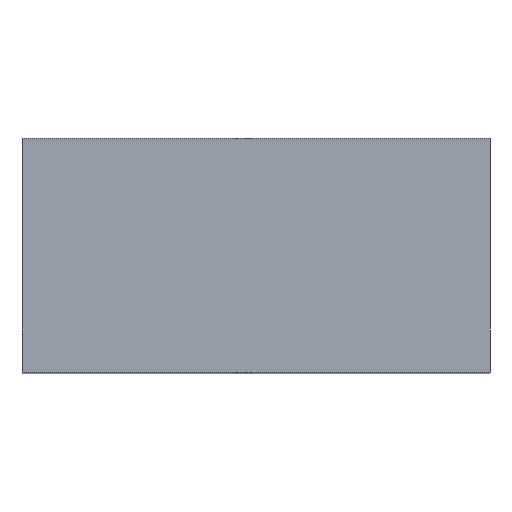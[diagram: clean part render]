
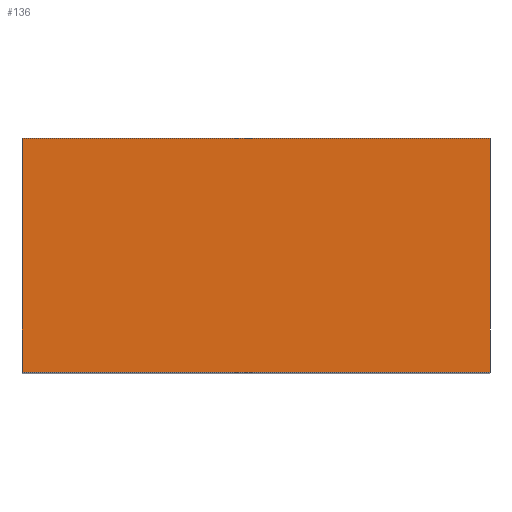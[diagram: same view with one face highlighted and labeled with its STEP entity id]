
A CAD part, top view. The second image highlights one B-rep face of the part: STEP entity #136.
In plain terms, the highlighted planar face has unit normal (0, 0, 1).
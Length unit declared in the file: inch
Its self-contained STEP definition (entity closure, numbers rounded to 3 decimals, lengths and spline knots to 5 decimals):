
#1 = AXIS2_PLACEMENT_3D ( 'NONE', #78, #77, #76 ) ;
#4 = FACE_OUTER_BOUND ( 'NONE', #175, .T. ) ;
#15 = ORIENTED_EDGE ( 'NONE', *, *, #127, .T. ) ;
#50 = CARTESIAN_POINT ( 'NONE',  ( 0., 0., 0. ) ) ;
#52 = CARTESIAN_POINT ( 'NONE',  ( 1., 0., 0. ) ) ;
#53 = CARTESIAN_POINT ( 'NONE',  ( 1., 0.5, 0. ) ) ;
#55 = CARTESIAN_POINT ( 'NONE',  ( 0., 0.5, 0. ) ) ;
#76 = DIRECTION ( 'NONE',  ( -1., 0., 0. ) ) ;
#77 = DIRECTION ( 'NONE',  ( 0., 0., -1. ) ) ;
#78 = CARTESIAN_POINT ( 'NONE',  ( 1., 0.5, 0. ) ) ;
#82 = DIRECTION ( 'NONE',  ( 0., -1., 0. ) ) ;
#83 = CARTESIAN_POINT ( 'NONE',  ( 1., 0.5, 0. ) ) ;
#84 = LINE ( 'NONE', #83, #200 ) ;
#88 = DIRECTION ( 'NONE',  ( 1., 0., 0. ) ) ;
#89 = CARTESIAN_POINT ( 'NONE',  ( 1., 0.5, 0. ) ) ;
#90 = LINE ( 'NONE', #89, #208 ) ;
#100 = DIRECTION ( 'NONE',  ( 1., 0., 0. ) ) ;
#101 = CARTESIAN_POINT ( 'NONE',  ( 1., 0., 0. ) ) ;
#102 = LINE ( 'NONE', #101, #204 ) ;
#103 = DIRECTION ( 'NONE',  ( 0., -1., 0. ) ) ;
#104 = CARTESIAN_POINT ( 'NONE',  ( 0., 0.5, 0. ) ) ;
#105 = LINE ( 'NONE', #104, #203 ) ;
#112 = PLANE ( 'NONE',  #1 ) ;
#127 = EDGE_CURVE ( 'NONE', #165, #180, #105, .T. ) ;
#128 = EDGE_CURVE ( 'NONE', #180, #177, #102, .T. ) ;
#132 = EDGE_CURVE ( 'NONE', #165, #176, #90, .T. ) ;
#134 = EDGE_CURVE ( 'NONE', #176, #177, #84, .T. ) ;
#136 = ADVANCED_FACE ( 'NONE', ( #4 ), #112, .F. ) ;
#164 = ORIENTED_EDGE ( 'NONE', *, *, #134, .F. ) ;
#165 = VERTEX_POINT ( 'NONE', #55 ) ;
#169 = ORIENTED_EDGE ( 'NONE', *, *, #128, .T. ) ;
#170 = ORIENTED_EDGE ( 'NONE', *, *, #132, .F. ) ;
#175 = EDGE_LOOP ( 'NONE', ( #169, #164, #170, #15 ) ) ;
#176 = VERTEX_POINT ( 'NONE', #53 ) ;
#177 = VERTEX_POINT ( 'NONE', #52 ) ;
#180 = VERTEX_POINT ( 'NONE', #50 ) ;
#200 = VECTOR ( 'NONE', #82, 39.37008 ) ;
#203 = VECTOR ( 'NONE', #103, 39.37008 ) ;
#204 = VECTOR ( 'NONE', #100, 39.37008 ) ;
#208 = VECTOR ( 'NONE', #88, 39.37008 ) ;
